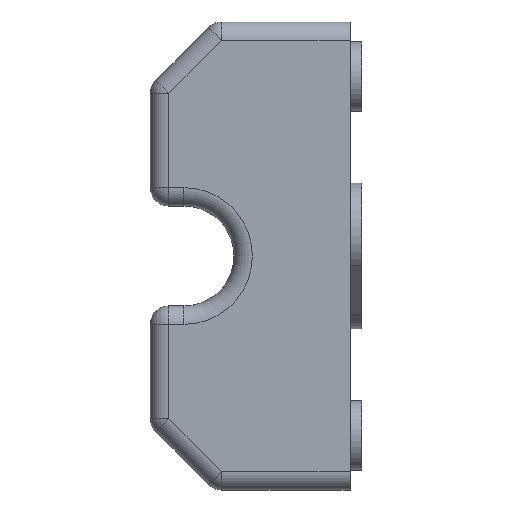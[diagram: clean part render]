
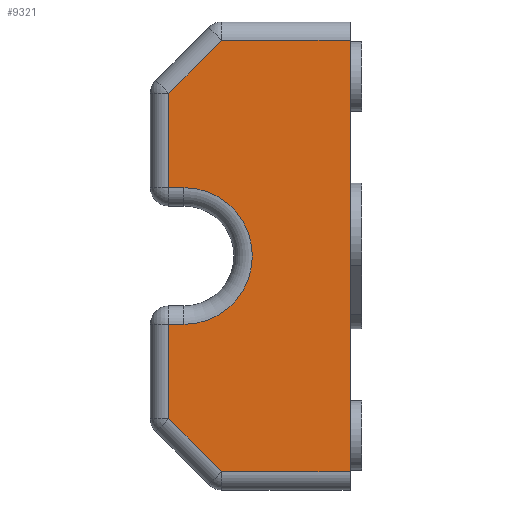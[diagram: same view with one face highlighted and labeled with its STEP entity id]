
A CAD part, left-side view. The second image highlights one B-rep face of the part: STEP entity #9321.
In plain terms, the highlighted planar face has unit normal (-1, 0, 0).
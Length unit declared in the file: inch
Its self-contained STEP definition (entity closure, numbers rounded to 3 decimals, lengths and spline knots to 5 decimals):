
#143 = VERTEX_POINT ( 'NONE', #1657 ) ;
#189 = LINE ( 'NONE', #1115, #1995 ) ;
#315 = DIRECTION ( 'NONE',  ( 0., 1., 0. ) ) ;
#322 = EDGE_CURVE ( 'NONE', #143, #12048, #12229, .T. ) ;
#375 = DIRECTION ( 'NONE',  ( 0., 0., -1. ) ) ;
#380 = ORIENTED_EDGE ( 'NONE', *, *, #5974, .T. ) ;
#657 = ORIENTED_EDGE ( 'NONE', *, *, #4959, .F. ) ;
#1115 = CARTESIAN_POINT ( 'NONE',  ( -1.29528, 1.13208, 1.28563 ) ) ;
#1271 = VECTOR ( 'NONE', #11787, 39.37008 ) ;
#1560 = CARTESIAN_POINT ( 'NONE',  ( -1.29528, 0.95216, -1.46555 ) ) ;
#1618 = EDGE_CURVE ( 'NONE', #7179, #11018, #9341, .T. ) ;
#1657 = CARTESIAN_POINT ( 'NONE',  ( -1.29528, 1.31201, -1.1057 ) ) ;
#1995 = VECTOR ( 'NONE', #3145, 39.37008 ) ;
#2018 = VERTEX_POINT ( 'NONE', #11469 ) ;
#2321 = CARTESIAN_POINT ( 'NONE',  ( -1.29528, 0.07874, 0. ) ) ;
#2379 = ORIENTED_EDGE ( 'NONE', *, *, #4254, .T. ) ;
#2538 = CARTESIAN_POINT ( 'NONE',  ( -1.29528, 1.31201, 0.33957 ) ) ;
#2548 = DIRECTION ( 'NONE',  ( 1., 0., 0. ) ) ;
#2567 = VECTOR ( 'NONE', #5547, 39.37008 ) ;
#2706 = LINE ( 'NONE', #4790, #1271 ) ;
#3054 = VECTOR ( 'NONE', #375, 39.37008 ) ;
#3145 = DIRECTION ( 'NONE',  ( 0., 0.707, -0.707 ) ) ;
#3203 = CARTESIAN_POINT ( 'NONE',  ( -1.29528, 1.43701, -0.46457 ) ) ;
#3550 = CARTESIAN_POINT ( 'NONE',  ( -1.29528, 1.31201, 1.1057 ) ) ;
#3574 = ORIENTED_EDGE ( 'NONE', *, *, #8970, .T. ) ;
#3709 = LINE ( 'NONE', #5809, #8121 ) ;
#3791 = LINE ( 'NONE', #7779, #4970 ) ;
#3874 = DIRECTION ( 'NONE',  ( 0., -1., 0. ) ) ;
#3889 = VERTEX_POINT ( 'NONE', #11533 ) ;
#4254 = EDGE_CURVE ( 'NONE', #2018, #4483, #12636, .T. ) ;
#4483 = VERTEX_POINT ( 'NONE', #10057 ) ;
#4790 = CARTESIAN_POINT ( 'NONE',  ( -1.29528, 1.43701, 1.46555 ) ) ;
#4959 = EDGE_CURVE ( 'NONE', #7573, #12542, #11281, .T. ) ;
#4970 = VECTOR ( 'NONE', #6547, 39.37008 ) ;
#5228 = LINE ( 'NONE', #3203, #8501 ) ;
#5305 = CARTESIAN_POINT ( 'NONE',  ( -1.29528, 0.07874, 1.46555 ) ) ;
#5393 = ORIENTED_EDGE ( 'NONE', *, *, #11944, .T. ) ;
#5547 = DIRECTION ( 'NONE',  ( 0., -0.707, -0.707 ) ) ;
#5624 = AXIS2_PLACEMENT_3D ( 'NONE', #10711, #2548, #6533 ) ;
#5809 = CARTESIAN_POINT ( 'NONE',  ( -1.29528, 1.31201, -1.15748 ) ) ;
#5911 = VERTEX_POINT ( 'NONE', #6654 ) ;
#5974 = EDGE_CURVE ( 'NONE', #3889, #143, #3709, .T. ) ;
#6151 = CARTESIAN_POINT ( 'NONE',  ( -1.29528, 1.20831, 0. ) ) ;
#6305 = DIRECTION ( 'NONE',  ( 0., 0., -1. ) ) ;
#6533 = DIRECTION ( 'NONE',  ( 0., 0., -1. ) ) ;
#6547 = DIRECTION ( 'NONE',  ( 0., -1., 0. ) ) ;
#6654 = CARTESIAN_POINT ( 'NONE',  ( -1.29528, 0.95216, 1.46555 ) ) ;
#6718 = PLANE ( 'NONE',  #5624 ) ;
#6812 = VECTOR ( 'NONE', #3874, 39.37008 ) ;
#6832 = ORIENTED_EDGE ( 'NONE', *, *, #322, .T. ) ;
#7179 = VERTEX_POINT ( 'NONE', #3550 ) ;
#7280 = EDGE_CURVE ( 'NONE', #7573, #5911, #2706, .T. ) ;
#7573 = VERTEX_POINT ( 'NONE', #5305 ) ;
#7779 = CARTESIAN_POINT ( 'NONE',  ( -1.29528, 1.43701, 0.46457 ) ) ;
#7820 = DIRECTION ( 'NONE',  ( 0., 0., -1. ) ) ;
#7945 = EDGE_CURVE ( 'NONE', #4483, #3889, #5228, .T. ) ;
#8098 = VECTOR ( 'NONE', #6305, 39.37008 ) ;
#8121 = VECTOR ( 'NONE', #7820, 39.37008 ) ;
#8491 = FACE_OUTER_BOUND ( 'NONE', #11570, .T. ) ;
#8495 = CARTESIAN_POINT ( 'NONE',  ( -1.29528, 2.72264, 0.30492 ) ) ;
#8501 = VECTOR ( 'NONE', #315, 39.37008 ) ;
#8844 = ORIENTED_EDGE ( 'NONE', *, *, #10203, .T. ) ;
#8970 = EDGE_CURVE ( 'NONE', #11018, #2018, #3791, .T. ) ;
#9047 = ORIENTED_EDGE ( 'NONE', *, *, #1618, .T. ) ;
#9321 = ADVANCED_FACE ( 'NONE', ( #8491 ), #6718, .F. ) ;
#9330 = ORIENTED_EDGE ( 'NONE', *, *, #7945, .T. ) ;
#9341 = LINE ( 'NONE', #2538, #3054 ) ;
#9554 = DIRECTION ( 'NONE',  ( 0., 0., -1. ) ) ;
#10057 = CARTESIAN_POINT ( 'NONE',  ( -1.29528, 1.20831, -0.46457 ) ) ;
#10138 = DIRECTION ( 'NONE',  ( 1., 0., 0. ) ) ;
#10203 = EDGE_CURVE ( 'NONE', #12048, #12542, #12839, .T. ) ;
#10711 = CARTESIAN_POINT ( 'NONE',  ( -1.29528, 1.43701, 1.59055 ) ) ;
#11018 = VERTEX_POINT ( 'NONE', #11477 ) ;
#11281 = LINE ( 'NONE', #2321, #8098 ) ;
#11469 = CARTESIAN_POINT ( 'NONE',  ( -1.29528, 1.20831, 0.46457 ) ) ;
#11477 = CARTESIAN_POINT ( 'NONE',  ( -1.29528, 1.31201, 0.46457 ) ) ;
#11533 = CARTESIAN_POINT ( 'NONE',  ( -1.29528, 1.31201, -0.46457 ) ) ;
#11570 = EDGE_LOOP ( 'NONE', ( #6832, #8844, #657, #12243, #5393, #9047, #3574, #2379, #9330, #380 ) ) ;
#11738 = CARTESIAN_POINT ( 'NONE',  ( -1.29528, 1.43701, -1.46555 ) ) ;
#11787 = DIRECTION ( 'NONE',  ( 0., 1., 0. ) ) ;
#11944 = EDGE_CURVE ( 'NONE', #5911, #7179, #189, .T. ) ;
#12018 = AXIS2_PLACEMENT_3D ( 'NONE', #6151, #10138, #9554 ) ;
#12048 = VERTEX_POINT ( 'NONE', #1560 ) ;
#12229 = LINE ( 'NONE', #8495, #2567 ) ;
#12243 = ORIENTED_EDGE ( 'NONE', *, *, #7280, .T. ) ;
#12400 = CARTESIAN_POINT ( 'NONE',  ( -1.29528, 0.07874, -1.46555 ) ) ;
#12542 = VERTEX_POINT ( 'NONE', #12400 ) ;
#12636 = CIRCLE ( 'NONE', #12018, 0.46457 ) ;
#12839 = LINE ( 'NONE', #11738, #6812 ) ;
